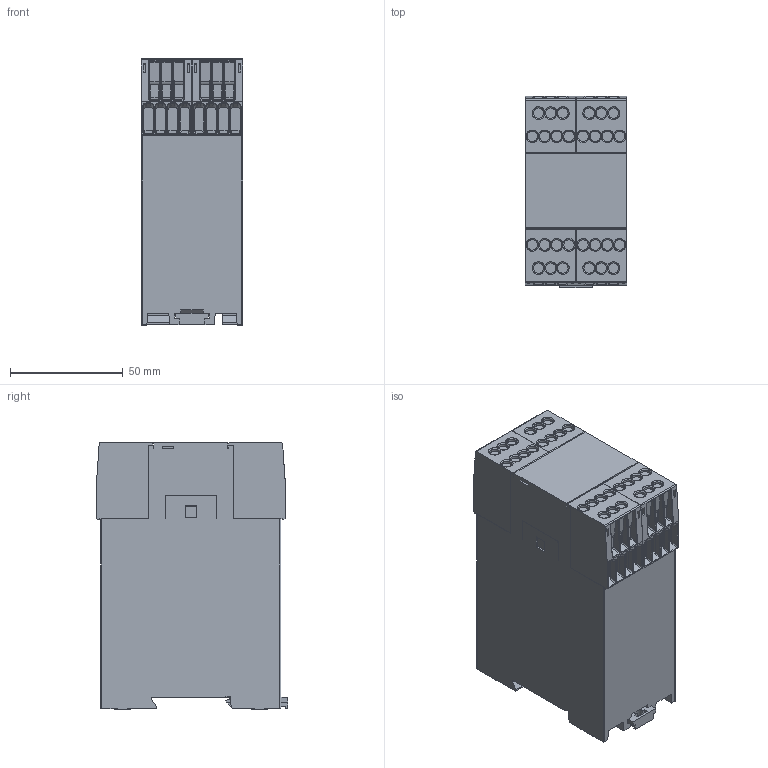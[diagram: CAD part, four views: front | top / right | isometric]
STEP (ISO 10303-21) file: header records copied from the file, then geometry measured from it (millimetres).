
FILE_DESCRIPTION (( 'STEP AP214' ), '1' );
FILE_NAME ('BH5902-22-01MF2-61.STEP', '2018-05-11T10:23:13', ( '' ), ( '' ), 'SwSTEP 2.0', 'SolidWorks 2017', '' );
FILE_SCHEMA (( 'AUTOMOTIVE_DESIGN' ));
Length unit declared in the file: inch
Products named in the file (1): BH5902-22-01MF2-61
Bounding box: 45 x 85 x 118.2 mm (x, y, z)
Volume: 407538.3 mm3; surface area: 48179.4 mm2
Topology: 1 solids, 14 shells, 1533 faces, 4108 edges, 2643 vertices
Faces by surface type: plane 1034, cylinder 369, bspline 130
Full cylindrical faces by diameter (mm): 2.2 x1, 4.6 x28, 8 x1
Entity records: 55960 total; most frequent: CARTESIAN_POINT 19475, ORIENTED_EDGE 8008, DIRECTION 6290, EDGE_CURVE 4004, LINE 2952, VECTOR 2952, VERTEX_POINT 2597, AXIS2_PLACEMENT_3D 1669
